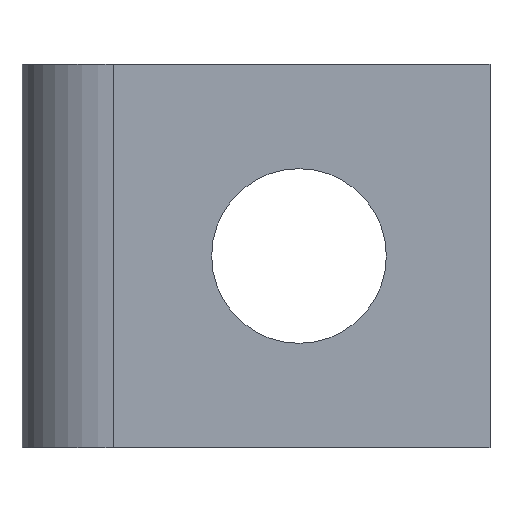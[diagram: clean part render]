
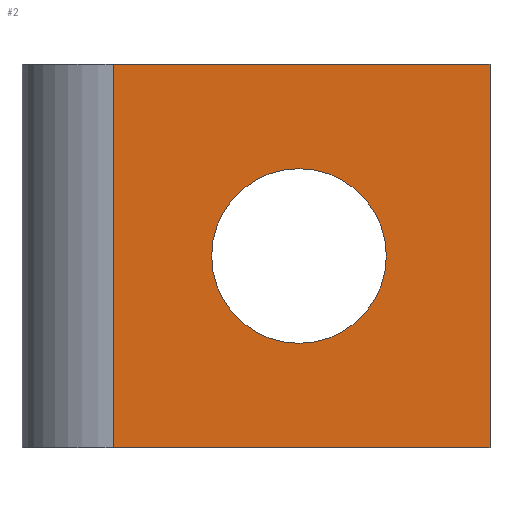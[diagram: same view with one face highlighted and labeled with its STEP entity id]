
A CAD part, front view. The second image highlights one B-rep face of the part: STEP entity #2.
In plain terms, the highlighted planar face has unit normal (0, -1, 0).
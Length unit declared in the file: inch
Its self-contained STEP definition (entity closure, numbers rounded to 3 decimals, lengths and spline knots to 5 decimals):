
#1 = EDGE_LOOP ( 'NONE', ( #23, #31 ) ) ;
#2 = ADVANCED_FACE ( 'NONE', ( #207, #206 ), #205, .T. ) ;
#22 = EDGE_CURVE ( 'NONE', #42, #60, #241, .T. ) ;
#23 = ORIENTED_EDGE ( 'NONE', *, *, #24, .T. ) ;
#24 = EDGE_CURVE ( 'NONE', #172, #220, #237, .T. ) ;
#31 = ORIENTED_EDGE ( 'NONE', *, *, #177, .T. ) ;
#32 = EDGE_LOOP ( 'NONE', ( #33, #34, #113, #115 ) ) ;
#33 = ORIENTED_EDGE ( 'NONE', *, *, #22, .F. ) ;
#34 = ORIENTED_EDGE ( 'NONE', *, *, #35, .F. ) ;
#35 = EDGE_CURVE ( 'NONE', #36, #42, #103, .T. ) ;
#36 = VERTEX_POINT ( 'NONE', #99 ) ;
#42 = VERTEX_POINT ( 'NONE', #94 ) ;
#60 = VERTEX_POINT ( 'NONE', #122 ) ;
#64 = VERTEX_POINT ( 'NONE', #412 ) ;
#94 = CARTESIAN_POINT ( 'NONE',  ( 0.343, 0., 0. ) ) ;
#99 = CARTESIAN_POINT ( 'NONE',  ( 0.343, 0., 0.281 ) ) ;
#100 = DIRECTION ( 'NONE',  ( 0., 0., -1. ) ) ;
#101 = VECTOR ( 'NONE', #100, 39.37008 ) ;
#102 = CARTESIAN_POINT ( 'NONE',  ( 0.343, 0., 0.281 ) ) ;
#103 = LINE ( 'NONE', #102, #101 ) ;
#113 = ORIENTED_EDGE ( 'NONE', *, *, #114, .T. ) ;
#114 = EDGE_CURVE ( 'NONE', #36, #64, #386, .T. ) ;
#115 = ORIENTED_EDGE ( 'NONE', *, *, #249, .T. ) ;
#122 = CARTESIAN_POINT ( 'NONE',  ( 0.067, 0., 0. ) ) ;
#172 = VERTEX_POINT ( 'NONE', #318 ) ;
#177 = EDGE_CURVE ( 'NONE', #220, #172, #310, .T. ) ;
#201 = DIRECTION ( 'NONE',  ( 0., 0., -1. ) ) ;
#202 = DIRECTION ( 'NONE',  ( 0., -1., 0. ) ) ;
#203 = CARTESIAN_POINT ( 'NONE',  ( 0.067, 0., 0.281 ) ) ;
#204 = AXIS2_PLACEMENT_3D ( 'NONE', #203, #202, #201 ) ;
#205 = PLANE ( 'NONE',  #204 ) ;
#206 = FACE_OUTER_BOUND ( 'NONE', #32, .T. ) ;
#207 = FACE_BOUND ( 'NONE', #1, .T. ) ;
#220 = VERTEX_POINT ( 'NONE', #496 ) ;
#235 = CARTESIAN_POINT ( 'NONE',  ( 0.203, 0., 0.1405 ) ) ;
#236 = AXIS2_PLACEMENT_3D ( 'NONE', #235, #272, #271 ) ;
#237 = CIRCLE ( 'NONE', #236, 0.064 ) ;
#238 = DIRECTION ( 'NONE',  ( -1., 0., 0. ) ) ;
#239 = VECTOR ( 'NONE', #238, 39.37008 ) ;
#240 = CARTESIAN_POINT ( 'NONE',  ( 0.067, 0., 0. ) ) ;
#241 = LINE ( 'NONE', #240, #239 ) ;
#249 = EDGE_CURVE ( 'NONE', #64, #60, #459, .T. ) ;
#271 = DIRECTION ( 'NONE',  ( 0., 0., 1. ) ) ;
#272 = DIRECTION ( 'NONE',  ( 0., 1., 0. ) ) ;
#306 = DIRECTION ( 'NONE',  ( 0., 0., 1. ) ) ;
#307 = DIRECTION ( 'NONE',  ( 0., 1., 0. ) ) ;
#308 = CARTESIAN_POINT ( 'NONE',  ( 0.203, 0., 0.1405 ) ) ;
#309 = AXIS2_PLACEMENT_3D ( 'NONE', #308, #307, #306 ) ;
#310 = CIRCLE ( 'NONE', #309, 0.064 ) ;
#318 = CARTESIAN_POINT ( 'NONE',  ( 0.203, 0., 0.2045 ) ) ;
#351 = DIRECTION ( 'NONE',  ( -1., 0., 0. ) ) ;
#352 = VECTOR ( 'NONE', #351, 39.37008 ) ;
#353 = CARTESIAN_POINT ( 'NONE',  ( 0.067, 0., 0.281 ) ) ;
#386 = LINE ( 'NONE', #353, #352 ) ;
#412 = CARTESIAN_POINT ( 'NONE',  ( 0.067, 0., 0.281 ) ) ;
#456 = DIRECTION ( 'NONE',  ( 0., 0., -1. ) ) ;
#457 = VECTOR ( 'NONE', #456, 39.37008 ) ;
#458 = CARTESIAN_POINT ( 'NONE',  ( 0.067, 0., 0.281 ) ) ;
#459 = LINE ( 'NONE', #458, #457 ) ;
#496 = CARTESIAN_POINT ( 'NONE',  ( 0.203, 0., 0.0765 ) ) ;
